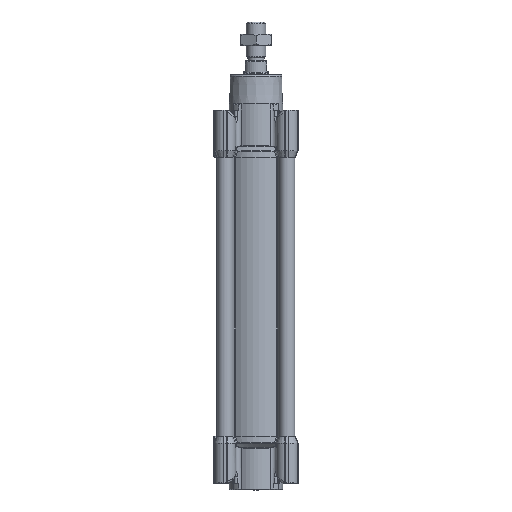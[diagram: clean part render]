
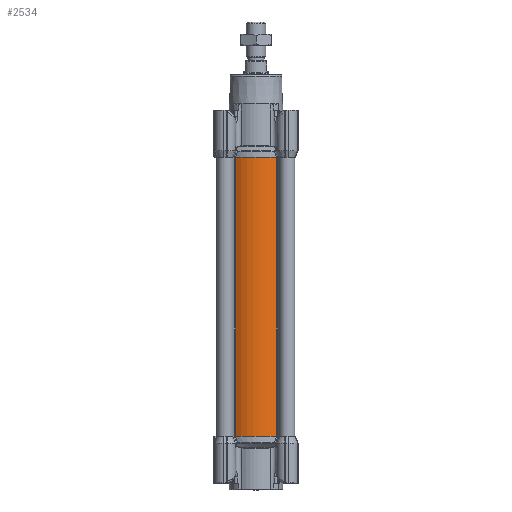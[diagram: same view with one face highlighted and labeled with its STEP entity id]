
A CAD part, top view. The second image highlights one B-rep face of the part: STEP entity #2534.
In plain terms, the highlighted cylindrical face has radius 22 mm (diameter 44 mm), a partial arc.
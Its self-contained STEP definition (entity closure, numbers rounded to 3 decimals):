
#2534 = ADVANCED_FACE ( 'NONE', ( #25542 ), #80824, .T. ) ;
#6575 = LINE ( 'NONE', #104442, #84090 ) ;
#7042 = VERTEX_POINT ( 'NONE', #94883 ) ;
#7124 = VERTEX_POINT ( 'NONE', #26498 ) ;
#9446 = EDGE_LOOP ( 'NONE', ( #61212, #112835, #34695, #86841 ) ) ;
#20781 = AXIS2_PLACEMENT_3D ( 'NONE', #115642, #53132, #35484 ) ;
#24310 = DIRECTION ( 'NONE',  ( 0., -1., 0. ) ) ;
#25542 = FACE_OUTER_BOUND ( 'NONE', #9446, .T. ) ;
#26498 = CARTESIAN_POINT ( 'NONE',  ( -12.645, 201., 18.003 ) ) ;
#27963 = CARTESIAN_POINT ( 'NONE',  ( -12.645, 76., 18.003 ) ) ;
#28232 = CARTESIAN_POINT ( 'NONE',  ( 0., 201., 0. ) ) ;
#29118 = LINE ( 'NONE', #27963, #92972 ) ;
#30325 = EDGE_CURVE ( 'NONE', #7124, #101484, #62776, .T. ) ;
#34695 = ORIENTED_EDGE ( 'NONE', *, *, #30325, .F. ) ;
#35484 = DIRECTION ( 'NONE',  ( 0., 0., 1. ) ) ;
#36177 = DIRECTION ( 'NONE',  ( 0., -1., 0. ) ) ;
#37033 = DIRECTION ( 'NONE',  ( 0., 1., 0. ) ) ;
#40838 = CARTESIAN_POINT ( 'NONE',  ( 0., 29., 0. ) ) ;
#42931 = CIRCLE ( 'NONE', #89983, 22. ) ;
#53132 = DIRECTION ( 'NONE',  ( 0., -1., 0. ) ) ;
#54612 = EDGE_CURVE ( 'NONE', #104042, #7042, #42931, .T. ) ;
#55239 = CARTESIAN_POINT ( 'NONE',  ( 12.645, 201., 18.003 ) ) ;
#61212 = ORIENTED_EDGE ( 'NONE', *, *, #54612, .T. ) ;
#62776 = CIRCLE ( 'NONE', #77825, 22. ) ;
#76806 = DIRECTION ( 'NONE',  ( 0., 1., 0. ) ) ;
#77825 = AXIS2_PLACEMENT_3D ( 'NONE', #28232, #37033, #108363 ) ;
#80824 = CYLINDRICAL_SURFACE ( 'NONE', #20781, 22. ) ;
#84090 = VECTOR ( 'NONE', #24310, 1000. ) ;
#86841 = ORIENTED_EDGE ( 'NONE', *, *, #113213, .T. ) ;
#89983 = AXIS2_PLACEMENT_3D ( 'NONE', #40838, #76806, #103342 ) ;
#92972 = VECTOR ( 'NONE', #36177, 1000. ) ;
#94883 = CARTESIAN_POINT ( 'NONE',  ( 12.645, 29., 18.003 ) ) ;
#101484 = VERTEX_POINT ( 'NONE', #55239 ) ;
#103342 = DIRECTION ( 'NONE',  ( 0., 0., -1. ) ) ;
#104042 = VERTEX_POINT ( 'NONE', #104372 ) ;
#104372 = CARTESIAN_POINT ( 'NONE',  ( -12.645, 29., 18.003 ) ) ;
#104442 = CARTESIAN_POINT ( 'NONE',  ( 12.645, 76., 18.003 ) ) ;
#108363 = DIRECTION ( 'NONE',  ( 0., 0., -1. ) ) ;
#112835 = ORIENTED_EDGE ( 'NONE', *, *, #116065, .F. ) ;
#113213 = EDGE_CURVE ( 'NONE', #7124, #104042, #29118, .T. ) ;
#115642 = CARTESIAN_POINT ( 'NONE',  ( 0., 76., 0. ) ) ;
#116065 = EDGE_CURVE ( 'NONE', #101484, #7042, #6575, .T. ) ;
